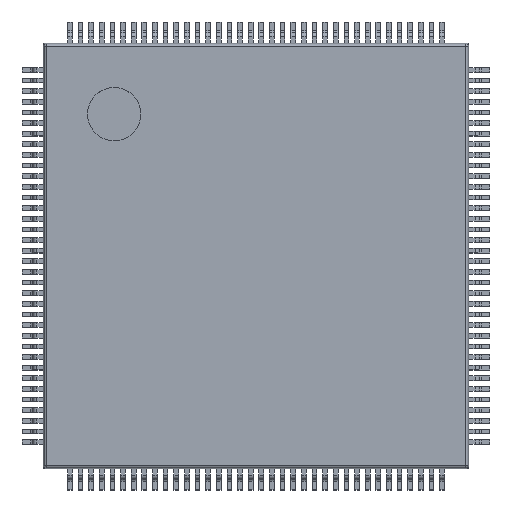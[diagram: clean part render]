
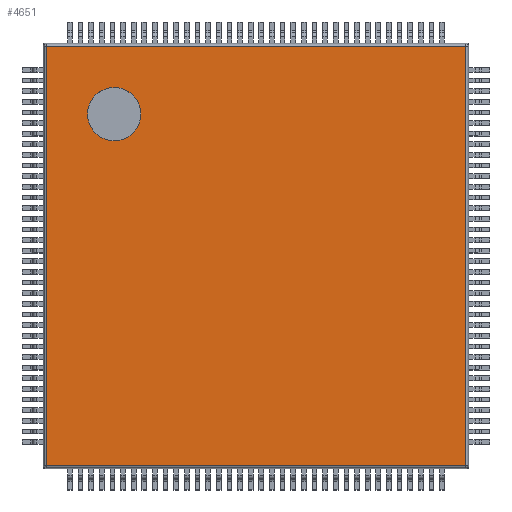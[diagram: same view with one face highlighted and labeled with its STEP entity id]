
A CAD part, top view. The second image highlights one B-rep face of the part: STEP entity #4651.
In plain terms, the highlighted planar face has unit normal (0, 0, 1).
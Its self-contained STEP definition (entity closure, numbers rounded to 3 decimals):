
#3555 = CYLINDRICAL_SURFACE('',#3556,0.1);
#3556 = AXIS2_PLACEMENT_3D('',#3557,#3558,#3559);
#3557 = CARTESIAN_POINT('',(0.143,0.053,1.1));
#3558 = DIRECTION('',(0.,1.,-0.));
#3559 = DIRECTION('',(-0.995,0.,0.105));
#4204 = VERTEX_POINT('',#4205);
#4205 = CARTESIAN_POINT('',(0.143,0.143,1.2));
#4225 = EDGE_CURVE('',#4204,#4226,#4228,.T.);
#4226 = VERTEX_POINT('',#4227);
#4227 = CARTESIAN_POINT('',(0.143,19.857,1.2));
#4228 = SURFACE_CURVE('',#4229,(#4233,#4240),.PCURVE_S1.);
#4229 = LINE('',#4230,#4231);
#4230 = CARTESIAN_POINT('',(0.143,0.053,1.2));
#4231 = VECTOR('',#4232,1.);
#4232 = DIRECTION('',(0.,1.,-0.));
#4233 = PCURVE('',#3555,#4234);
#4234 = DEFINITIONAL_REPRESENTATION('',(#4235),#4239);
#4235 = LINE('',#4236,#4237);
#4236 = CARTESIAN_POINT('',(1.466,0.));
#4237 = VECTOR('',#4238,1.);
#4238 = DIRECTION('',(0.,1.));
#4239 = ( GEOMETRIC_REPRESENTATION_CONTEXT(2) 
PARAMETRIC_REPRESENTATION_CONTEXT() REPRESENTATION_CONTEXT('2D SPACE',''
  ) );
#4240 = PCURVE('',#4241,#4246);
#4241 = PLANE('',#4242);
#4242 = AXIS2_PLACEMENT_3D('',#4243,#4244,#4245);
#4243 = CARTESIAN_POINT('',(0.,0.,1.2));
#4244 = DIRECTION('',(0.,0.,1.));
#4245 = DIRECTION('',(1.,0.,-0.));
#4246 = DEFINITIONAL_REPRESENTATION('',(#4247),#4251);
#4247 = LINE('',#4248,#4249);
#4248 = CARTESIAN_POINT('',(0.143,0.053));
#4249 = VECTOR('',#4250,1.);
#4250 = DIRECTION('',(0.,1.));
#4251 = ( GEOMETRIC_REPRESENTATION_CONTEXT(2) 
PARAMETRIC_REPRESENTATION_CONTEXT() REPRESENTATION_CONTEXT('2D SPACE',''
  ) );
#4421 = CYLINDRICAL_SURFACE('',#4422,0.1);
#4422 = AXIS2_PLACEMENT_3D('',#4423,#4424,#4425);
#4423 = CARTESIAN_POINT('',(0.053,19.857,1.1));
#4424 = DIRECTION('',(1.,0.,0.));
#4425 = DIRECTION('',(-0.,0.995,0.105));
#4594 = CYLINDRICAL_SURFACE('',#4595,0.1);
#4595 = AXIS2_PLACEMENT_3D('',#4596,#4597,#4598);
#4596 = CARTESIAN_POINT('',(0.053,0.143,1.1));
#4597 = DIRECTION('',(1.,-0.,0.));
#4598 = DIRECTION('',(-0.,-0.995,0.105));
#4651 = ADVANCED_FACE('',(#4652,#4727),#4241,.T.);
#4652 = FACE_BOUND('',#4653,.T.);
#4653 = EDGE_LOOP('',(#4654,#4655,#4678,#4706));
#4654 = ORIENTED_EDGE('',*,*,#4225,.F.);
#4655 = ORIENTED_EDGE('',*,*,#4656,.T.);
#4656 = EDGE_CURVE('',#4204,#4657,#4659,.T.);
#4657 = VERTEX_POINT('',#4658);
#4658 = CARTESIAN_POINT('',(19.857,0.143,1.2));
#4659 = SURFACE_CURVE('',#4660,(#4664,#4671),.PCURVE_S1.);
#4660 = LINE('',#4661,#4662);
#4661 = CARTESIAN_POINT('',(0.053,0.143,1.2));
#4662 = VECTOR('',#4663,1.);
#4663 = DIRECTION('',(1.,-0.,0.));
#4664 = PCURVE('',#4241,#4665);
#4665 = DEFINITIONAL_REPRESENTATION('',(#4666),#4670);
#4666 = LINE('',#4667,#4668);
#4667 = CARTESIAN_POINT('',(0.053,0.143));
#4668 = VECTOR('',#4669,1.);
#4669 = DIRECTION('',(1.,0.));
#4670 = ( GEOMETRIC_REPRESENTATION_CONTEXT(2) 
PARAMETRIC_REPRESENTATION_CONTEXT() REPRESENTATION_CONTEXT('2D SPACE',''
  ) );
#4671 = PCURVE('',#4594,#4672);
#4672 = DEFINITIONAL_REPRESENTATION('',(#4673),#4677);
#4673 = LINE('',#4674,#4675);
#4674 = CARTESIAN_POINT('',(-1.466,0.));
#4675 = VECTOR('',#4676,1.);
#4676 = DIRECTION('',(-0.,1.));
#4677 = ( GEOMETRIC_REPRESENTATION_CONTEXT(2) 
PARAMETRIC_REPRESENTATION_CONTEXT() REPRESENTATION_CONTEXT('2D SPACE',''
  ) );
#4678 = ORIENTED_EDGE('',*,*,#4679,.T.);
#4679 = EDGE_CURVE('',#4657,#4680,#4682,.T.);
#4680 = VERTEX_POINT('',#4681);
#4681 = CARTESIAN_POINT('',(19.857,19.857,1.2));
#4682 = SURFACE_CURVE('',#4683,(#4687,#4694),.PCURVE_S1.);
#4683 = LINE('',#4684,#4685);
#4684 = CARTESIAN_POINT('',(19.857,0.053,1.2));
#4685 = VECTOR('',#4686,1.);
#4686 = DIRECTION('',(0.,1.,-0.));
#4687 = PCURVE('',#4241,#4688);
#4688 = DEFINITIONAL_REPRESENTATION('',(#4689),#4693);
#4689 = LINE('',#4690,#4691);
#4690 = CARTESIAN_POINT('',(19.857,0.053));
#4691 = VECTOR('',#4692,1.);
#4692 = DIRECTION('',(0.,1.));
#4693 = ( GEOMETRIC_REPRESENTATION_CONTEXT(2) 
PARAMETRIC_REPRESENTATION_CONTEXT() REPRESENTATION_CONTEXT('2D SPACE',''
  ) );
#4694 = PCURVE('',#4695,#4700);
#4695 = CYLINDRICAL_SURFACE('',#4696,0.1);
#4696 = AXIS2_PLACEMENT_3D('',#4697,#4698,#4699);
#4697 = CARTESIAN_POINT('',(19.857,0.053,1.1));
#4698 = DIRECTION('',(0.,1.,-0.));
#4699 = DIRECTION('',(0.,0.,1.));
#4700 = DEFINITIONAL_REPRESENTATION('',(#4701),#4705);
#4701 = LINE('',#4702,#4703);
#4702 = CARTESIAN_POINT('',(0.,0.));
#4703 = VECTOR('',#4704,1.);
#4704 = DIRECTION('',(0.,1.));
#4705 = ( GEOMETRIC_REPRESENTATION_CONTEXT(2) 
PARAMETRIC_REPRESENTATION_CONTEXT() REPRESENTATION_CONTEXT('2D SPACE',''
  ) );
#4706 = ORIENTED_EDGE('',*,*,#4707,.F.);
#4707 = EDGE_CURVE('',#4226,#4680,#4708,.T.);
#4708 = SURFACE_CURVE('',#4709,(#4713,#4720),.PCURVE_S1.);
#4709 = LINE('',#4710,#4711);
#4710 = CARTESIAN_POINT('',(0.053,19.857,1.2));
#4711 = VECTOR('',#4712,1.);
#4712 = DIRECTION('',(1.,0.,0.));
#4713 = PCURVE('',#4241,#4714);
#4714 = DEFINITIONAL_REPRESENTATION('',(#4715),#4719);
#4715 = LINE('',#4716,#4717);
#4716 = CARTESIAN_POINT('',(0.053,19.857));
#4717 = VECTOR('',#4718,1.);
#4718 = DIRECTION('',(1.,0.));
#4719 = ( GEOMETRIC_REPRESENTATION_CONTEXT(2) 
PARAMETRIC_REPRESENTATION_CONTEXT() REPRESENTATION_CONTEXT('2D SPACE',''
  ) );
#4720 = PCURVE('',#4421,#4721);
#4721 = DEFINITIONAL_REPRESENTATION('',(#4722),#4726);
#4722 = LINE('',#4723,#4724);
#4723 = CARTESIAN_POINT('',(1.466,0.));
#4724 = VECTOR('',#4725,1.);
#4725 = DIRECTION('',(0.,1.));
#4726 = ( GEOMETRIC_REPRESENTATION_CONTEXT(2) 
PARAMETRIC_REPRESENTATION_CONTEXT() REPRESENTATION_CONTEXT('2D SPACE',''
  ) );
#4727 = FACE_BOUND('',#4728,.T.);
#4728 = EDGE_LOOP('',(#4729));
#4729 = ORIENTED_EDGE('',*,*,#4730,.F.);
#4730 = EDGE_CURVE('',#4731,#4731,#4733,.T.);
#4731 = VERTEX_POINT('',#4732);
#4732 = CARTESIAN_POINT('',(4.583,16.667,1.2));
#4733 = SURFACE_CURVE('',#4734,(#4739,#4746),.PCURVE_S1.);
#4734 = CIRCLE('',#4735,1.25);
#4735 = AXIS2_PLACEMENT_3D('',#4736,#4737,#4738);
#4736 = CARTESIAN_POINT('',(3.333,16.667,1.2));
#4737 = DIRECTION('',(0.,0.,1.));
#4738 = DIRECTION('',(1.,0.,-0.));
#4739 = PCURVE('',#4241,#4740);
#4740 = DEFINITIONAL_REPRESENTATION('',(#4741),#4745);
#4741 = CIRCLE('',#4742,1.25);
#4742 = AXIS2_PLACEMENT_2D('',#4743,#4744);
#4743 = CARTESIAN_POINT('',(3.333,16.667));
#4744 = DIRECTION('',(1.,0.));
#4745 = ( GEOMETRIC_REPRESENTATION_CONTEXT(2) 
PARAMETRIC_REPRESENTATION_CONTEXT() REPRESENTATION_CONTEXT('2D SPACE',''
  ) );
#4746 = PCURVE('',#4747,#4752);
#4747 = CYLINDRICAL_SURFACE('',#4748,1.25);
#4748 = AXIS2_PLACEMENT_3D('',#4749,#4750,#4751);
#4749 = CARTESIAN_POINT('',(3.333,16.667,1.1));
#4750 = DIRECTION('',(0.,0.,1.));
#4751 = DIRECTION('',(1.,0.,-0.));
#4752 = DEFINITIONAL_REPRESENTATION('',(#4753),#4757);
#4753 = LINE('',#4754,#4755);
#4754 = CARTESIAN_POINT('',(0.,0.1));
#4755 = VECTOR('',#4756,1.);
#4756 = DIRECTION('',(1.,0.));
#4757 = ( GEOMETRIC_REPRESENTATION_CONTEXT(2) 
PARAMETRIC_REPRESENTATION_CONTEXT() REPRESENTATION_CONTEXT('2D SPACE',''
  ) );
